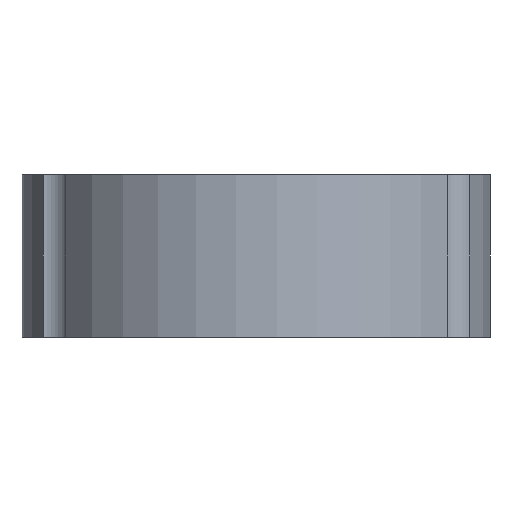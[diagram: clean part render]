
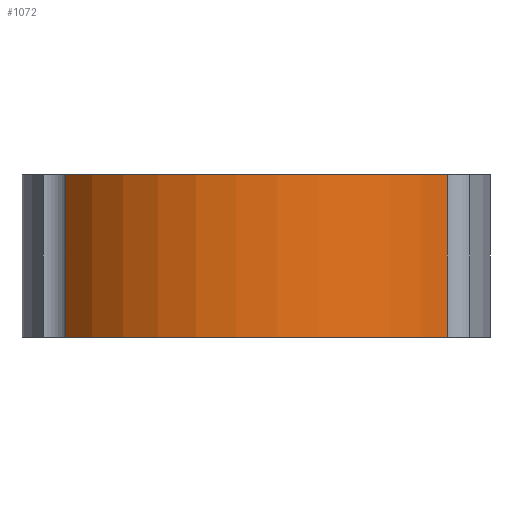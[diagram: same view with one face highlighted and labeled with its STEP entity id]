
A CAD part, front view. The second image highlights one B-rep face of the part: STEP entity #1072.
In plain terms, the highlighted cylindrical face has radius 13 mm (diameter 26 mm), a partial arc.
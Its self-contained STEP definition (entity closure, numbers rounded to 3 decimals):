
#268 = FACE_OUTER_BOUND ( 'NONE', #886, .T. ) ;
#322 = CARTESIAN_POINT ( 'NONE',  ( 10.593, -7.535, 9. ) ) ;
#329 = ORIENTED_EDGE ( 'NONE', *, *, #617, .F. ) ;
#361 = VERTEX_POINT ( 'NONE', #1132 ) ;
#396 = AXIS2_PLACEMENT_3D ( 'NONE', #1105, #790, #1245 ) ;
#408 = DIRECTION ( 'NONE',  ( -1., 0., 0. ) ) ;
#414 = VERTEX_POINT ( 'NONE', #1334 ) ;
#416 = CARTESIAN_POINT ( 'NONE',  ( 10.593, -7.535, 0. ) ) ;
#433 = CIRCLE ( 'NONE', #396, 13. ) ;
#480 = LINE ( 'NONE', #322, #519 ) ;
#519 = VECTOR ( 'NONE', #628, 1000. ) ;
#548 = CARTESIAN_POINT ( 'NONE',  ( 0., 0., 9. ) ) ;
#551 = AXIS2_PLACEMENT_3D ( 'NONE', #548, #1707, #408 ) ;
#552 = DIRECTION ( 'NONE',  ( 1., 0., 0. ) ) ;
#576 = EDGE_CURVE ( 'NONE', #857, #1365, #433, .T. ) ;
#578 = EDGE_CURVE ( 'NONE', #414, #857, #1824, .T. ) ;
#584 = ORIENTED_EDGE ( 'NONE', *, *, #576, .T. ) ;
#617 = EDGE_CURVE ( 'NONE', #414, #361, #1388, .T. ) ;
#628 = DIRECTION ( 'NONE',  ( 0., 0., -1. ) ) ;
#790 = DIRECTION ( 'NONE',  ( 0., 0., 1. ) ) ;
#835 = CYLINDRICAL_SURFACE ( 'NONE', #551, 13. ) ;
#857 = VERTEX_POINT ( 'NONE', #1361 ) ;
#869 = CARTESIAN_POINT ( 'NONE',  ( 0., 0., 9. ) ) ;
#870 = EDGE_CURVE ( 'NONE', #361, #1365, #480, .T. ) ;
#886 = EDGE_LOOP ( 'NONE', ( #584, #1729, #329, #1125 ) ) ;
#1072 = ADVANCED_FACE ( 'NONE', ( #268 ), #835, .T. ) ;
#1105 = CARTESIAN_POINT ( 'NONE',  ( 0., 0., 0. ) ) ;
#1125 = ORIENTED_EDGE ( 'NONE', *, *, #578, .T. ) ;
#1132 = CARTESIAN_POINT ( 'NONE',  ( 10.593, -7.535, 9. ) ) ;
#1245 = DIRECTION ( 'NONE',  ( 1., 0., 0. ) ) ;
#1278 = DIRECTION ( 'NONE',  ( 0., 0., -1. ) ) ;
#1284 = AXIS2_PLACEMENT_3D ( 'NONE', #869, #1568, #552 ) ;
#1291 = VECTOR ( 'NONE', #1278, 1000. ) ;
#1334 = CARTESIAN_POINT ( 'NONE',  ( -10.593, -7.535, 9. ) ) ;
#1361 = CARTESIAN_POINT ( 'NONE',  ( -10.593, -7.535, 0. ) ) ;
#1365 = VERTEX_POINT ( 'NONE', #416 ) ;
#1388 = CIRCLE ( 'NONE', #1284, 13. ) ;
#1568 = DIRECTION ( 'NONE',  ( 0., 0., 1. ) ) ;
#1690 = CARTESIAN_POINT ( 'NONE',  ( -10.593, -7.535, 9. ) ) ;
#1707 = DIRECTION ( 'NONE',  ( 0., 0., -1. ) ) ;
#1729 = ORIENTED_EDGE ( 'NONE', *, *, #870, .F. ) ;
#1824 = LINE ( 'NONE', #1690, #1291 ) ;
